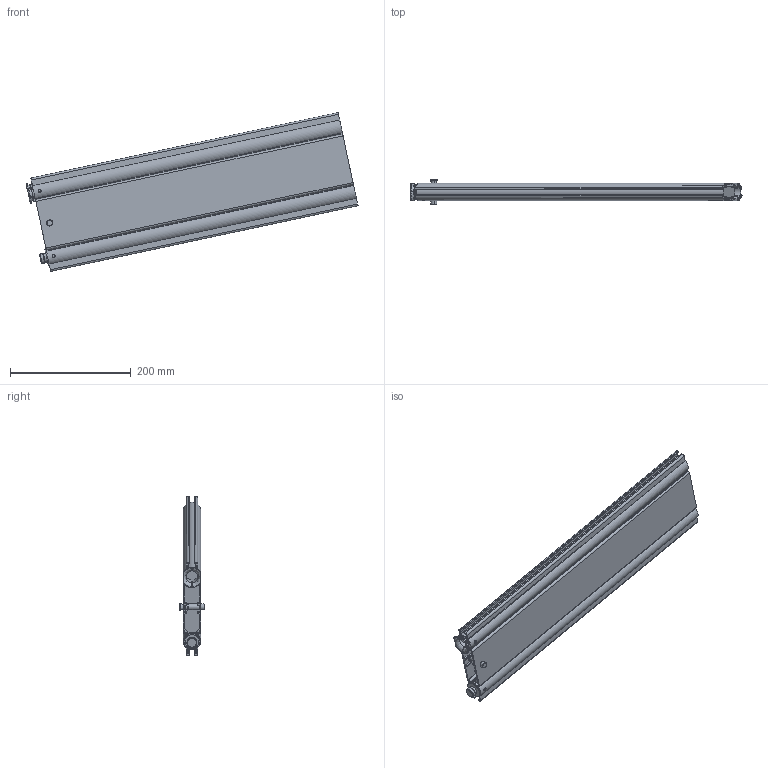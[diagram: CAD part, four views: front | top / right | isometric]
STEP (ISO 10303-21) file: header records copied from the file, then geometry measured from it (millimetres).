
FILE_DESCRIPTION(('CAx-IF Rec.Pracs.---Model Styling and Organization---1.2---2011-12-15','CAx-IF Rec.Pracs.---Geometric and Assembly Validation Properties---4.1---2014-06-16','CAx-IF Rec.Pracs.---PMI Polyline Presentation---2.0---2013-05-24'),'2;1');
FILE_NAME('1000115182_PPR_000.stp','2021-05-06T12:41:25+02:00',(''),(''),'STEP Interface 4.3 by CT CoreTechnologie','3D_Evolution4.3 by CT CoreTechnologie','');
FILE_SCHEMA(('AP203_CONFIGURATION_CONTROLLED_3D_DESIGN_OF_MECHANICAL_PARTS_AND_ASSEMBLIES_MIM_LF'));
Length unit declared in the file: millimetre
Products named in the file (5): P_2 Schlauchbox KHM 1000115182_PPR_000_A1; P_2 Profil Schlauchbox K Box 1000115183_PPA_000_A1; Anschlag_Schlauchbox_K_Box 1000094464_PPA_000_A7; Fuehrung_Schlauchbox 1000103004_PPA_000_A2; P_2 Anschluss_Stueck_Schlauchbox_Spuele 1000115186_PPA_000_A0
Assembly tree (5 placements, depth 2):
  P_2 Schlauchbox KHM 1000115182_PPR_000_A1
    P_2 Profil Schlauchbox K Box 1000115183_PPA_000_A1
    Anschlag_Schlauchbox_K_Box 1000094464_PPA_000_A7
    Fuehrung_Schlauchbox 1000103004_PPA_000_A2  x2
    P_2 Anschluss_Stueck_Schlauchbox_Spuele 1000115186_PPA_000_A0
Bounding box: 549.7 x 41 x 263.18 mm (x, y, z)
Volume: 1953685.1 mm3; surface area: 252772.5 mm2
Topology: 5 solids, 5 shells, 668 faces, 1716 edges, 1044 vertices
Faces by surface type: bspline 266, cylinder 230, plane 172
Entity records: 30032 total; most frequent: CARTESIAN_POINT 12173, ORIENTED_EDGE 2588, DIRECTION 2490, EDGE_CURVE 1294, AXIS2_PLACEMENT_3D 942, VERTEX_POINT 817, VECTOR 606, LINE 606
